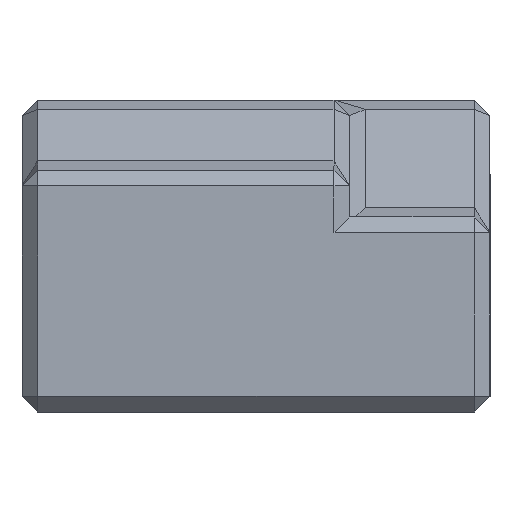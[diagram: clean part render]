
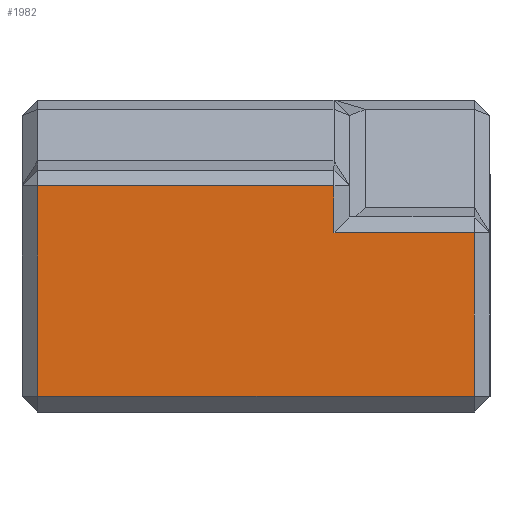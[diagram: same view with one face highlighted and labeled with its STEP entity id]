
A CAD part, left-side view. The second image highlights one B-rep face of the part: STEP entity #1982.
In plain terms, the highlighted planar face has unit normal (-1, 0, 0).
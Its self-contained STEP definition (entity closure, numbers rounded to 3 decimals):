
#133=PLANE('',#2153);
#253=FACE_OUTER_BOUND('',#387,.T.);
#387=EDGE_LOOP('',(#1800,#1801,#1802,#1803,#1804,#1805));
#484=LINE('',#3111,#709);
#491=LINE('',#3126,#716);
#493=LINE('',#3129,#718);
#615=LINE('',#3360,#840);
#619=LINE('',#3366,#844);
#621=LINE('',#3370,#846);
#709=VECTOR('',#2394,10.);
#716=VECTOR('',#2407,10.);
#718=VECTOR('',#2411,10.);
#840=VECTOR('',#2651,10.);
#844=VECTOR('',#2657,10.);
#846=VECTOR('',#2663,10.);
#973=VERTEX_POINT('',#3079);
#977=VERTEX_POINT('',#3095);
#979=VERTEX_POINT('',#3101);
#980=VERTEX_POINT('',#3105);
#986=VERTEX_POINT('',#3122);
#1036=VERTEX_POINT('',#3359);
#1169=EDGE_CURVE('',#980,#973,#484,.T.);
#1176=EDGE_CURVE('',#977,#986,#491,.T.);
#1178=EDGE_CURVE('',#986,#979,#493,.T.);
#1300=EDGE_CURVE('',#1036,#980,#615,.T.);
#1304=EDGE_CURVE('',#979,#1036,#619,.T.);
#1306=EDGE_CURVE('',#973,#977,#621,.T.);
#1800=ORIENTED_EDGE('',*,*,#1176,.F.);
#1801=ORIENTED_EDGE('',*,*,#1306,.F.);
#1802=ORIENTED_EDGE('',*,*,#1169,.F.);
#1803=ORIENTED_EDGE('',*,*,#1300,.F.);
#1804=ORIENTED_EDGE('',*,*,#1304,.F.);
#1805=ORIENTED_EDGE('',*,*,#1178,.F.);
#1982=ADVANCED_FACE('',(#253),#133,.T.);
#2153=AXIS2_PLACEMENT_3D('',#3382,#2682,#2683);
#2394=DIRECTION('',(0.,0.,-1.));
#2407=DIRECTION('',(0.,0.,1.));
#2411=DIRECTION('',(0.,-1.,0.));
#2651=DIRECTION('',(0.,-1.,0.));
#2657=DIRECTION('',(0.,0.,-1.));
#2663=DIRECTION('',(0.,1.,0.));
#2682=DIRECTION('center_axis',(-1.,0.,0.));
#2683=DIRECTION('ref_axis',(0.,1.,0.));
#3079=CARTESIAN_POINT('',(-72.5,-14.,-19.));
#3095=CARTESIAN_POINT('',(-72.5,14.,-19.));
#3101=CARTESIAN_POINT('',(-72.5,-5.,-5.5));
#3105=CARTESIAN_POINT('',(-72.5,-14.,-8.5));
#3111=CARTESIAN_POINT('',(-72.5,-14.,0.));
#3122=CARTESIAN_POINT('',(-72.5,14.,-5.5));
#3126=CARTESIAN_POINT('',(-72.5,14.,0.));
#3129=CARTESIAN_POINT('',(-72.5,-15.,-5.5));
#3359=CARTESIAN_POINT('',(-72.5,-5.,-8.5));
#3360=CARTESIAN_POINT('',(-72.5,-15.,-8.5));
#3366=CARTESIAN_POINT('',(-72.5,-5.,-1.875));
#3370=CARTESIAN_POINT('',(-72.5,-7.5,-19.));
#3382=CARTESIAN_POINT('Origin',(-72.5,-15.,0.));
